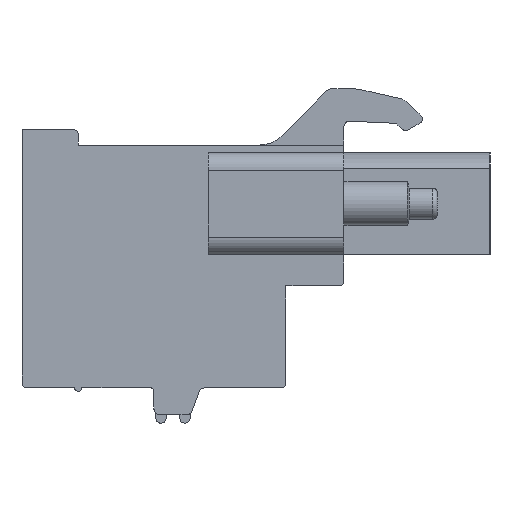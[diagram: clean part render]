
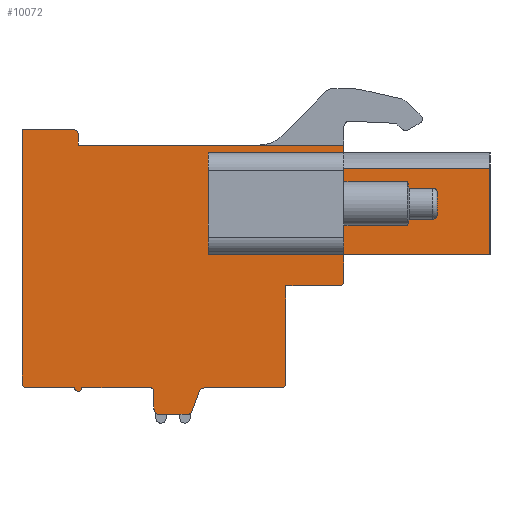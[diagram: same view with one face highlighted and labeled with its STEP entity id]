
A CAD part, left-side view. The second image highlights one B-rep face of the part: STEP entity #10072.
In plain terms, the highlighted planar face has unit normal (-1, 0, 0).
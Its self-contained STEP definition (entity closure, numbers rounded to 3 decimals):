
#1=DIRECTION('',(0.,-1.,0.));
#2=VECTOR('',#1,6.1);
#3=CARTESIAN_POINT('',(0.,2.04,0.73));
#4=LINE('',#3,#2);
#5=DIRECTION('',(0.,0.,1.));
#6=VECTOR('',#5,5.8);
#7=CARTESIAN_POINT('',(0.,-4.06,0.73));
#8=LINE('',#7,#6);
#9=DIRECTION('',(0.,1.,0.));
#10=VECTOR('',#9,6.1);
#11=CARTESIAN_POINT('',(0.,-4.06,6.53));
#12=LINE('',#11,#10);
#13=CARTESIAN_POINT('',(0.,-2.06,-6.54));
#14=DIRECTION('',(1.,0.,0.));
#15=DIRECTION('',(0.,-1.,0.));
#16=AXIS2_PLACEMENT_3D('',#13,#14,#15);
#18=DIRECTION('',(0.,1.,0.));
#19=VECTOR('',#18,4.34);
#20=CARTESIAN_POINT('',(0.,-2.06,-6.84));
#21=LINE('',#20,#19);
#22=CARTESIAN_POINT('',(0.,2.28,-7.14));
#23=DIRECTION('',(-1.,0.,0.));
#24=DIRECTION('',(0.,0.,1.));
#25=AXIS2_PLACEMENT_3D('',#22,#23,#24);
#27=DIRECTION('',(0.,0.345,-0.939));
#28=VECTOR('',#27,1.179);
#29=CARTESIAN_POINT('',(0.,2.562,-7.037));
#30=LINE('',#29,#28);
#31=CARTESIAN_POINT('',(0.,3.25,-8.04));
#32=DIRECTION('',(1.,0.,0.));
#33=DIRECTION('',(0.,-0.939,-0.345));
#34=AXIS2_PLACEMENT_3D('',#31,#32,#33);
#36=DIRECTION('',(0.,1.,0.));
#37=VECTOR('',#36,1.59);
#38=CARTESIAN_POINT('',(0.,3.25,-8.34));
#39=LINE('',#38,#37);
#40=CARTESIAN_POINT('',(0.,4.84,-8.04));
#41=DIRECTION('',(1.,0.,0.));
#42=DIRECTION('',(0.,0.,-1.));
#43=AXIS2_PLACEMENT_3D('',#40,#41,#42);
#45=DIRECTION('',(0.,0.,1.));
#46=VECTOR('',#45,1.);
#47=CARTESIAN_POINT('',(0.,5.14,-8.04));
#48=LINE('',#47,#46);
#49=CARTESIAN_POINT('',(0.,5.34,-7.04));
#50=DIRECTION('',(-1.,0.,0.));
#51=DIRECTION('',(0.,-1.,0.));
#52=AXIS2_PLACEMENT_3D('',#49,#50,#51);
#54=DIRECTION('',(0.,1.,0.));
#55=VECTOR('',#54,3.9);
#56=CARTESIAN_POINT('',(0.,5.34,-6.84));
#57=LINE('',#56,#55);
#58=CARTESIAN_POINT('',(0.,9.44,-6.84));
#59=DIRECTION('',(1.,0.,0.));
#60=DIRECTION('',(0.,-1.,0.));
#61=AXIS2_PLACEMENT_3D('',#58,#59,#60);
#63=DIRECTION('',(0.,1.,0.));
#64=VECTOR('',#63,2.7);
#65=CARTESIAN_POINT('',(0.,9.64,-6.84));
#66=LINE('',#65,#64);
#67=CARTESIAN_POINT('',(0.,12.34,-6.54));
#68=DIRECTION('',(1.,0.,0.));
#69=DIRECTION('',(0.,0.,-1.));
#70=AXIS2_PLACEMENT_3D('',#67,#68,#69);
#72=DIRECTION('',(0.,0.,1.));
#73=VECTOR('',#72,0.5);
#74=CARTESIAN_POINT('',(0.,12.64,-6.54));
#75=LINE('',#74,#73);
#76=DIRECTION('',(0.,0.,1.));
#77=VECTOR('',#76,13.9);
#78=CARTESIAN_POINT('',(0.,12.64,-6.04));
#79=LINE('',#78,#77);
#80=DIRECTION('',(0.,-1.,0.));
#81=VECTOR('',#80,2.9);
#82=CARTESIAN_POINT('',(0.,12.64,7.86));
#83=LINE('',#82,#81);
#84=CARTESIAN_POINT('',(0.,9.74,7.56));
#85=DIRECTION('',(1.,0.,0.));
#86=DIRECTION('',(0.,0.,1.));
#87=AXIS2_PLACEMENT_3D('',#84,#85,#86);
#89=DIRECTION('',(0.,0.,-1.));
#90=VECTOR('',#89,0.6);
#91=CARTESIAN_POINT('',(0.,9.44,7.56));
#92=LINE('',#91,#90);
#93=DIRECTION('',(0.,-1.,0.));
#94=VECTOR('',#93,15.1);
#95=CARTESIAN_POINT('',(0.,9.44,6.96));
#96=LINE('',#95,#94);
#97=DIRECTION('',(0.,0.,-1.));
#98=VECTOR('',#97,1.325);
#99=CARTESIAN_POINT('',(0.,-5.66,6.96));
#100=LINE('',#99,#98);
#101=DIRECTION('',(0.,1.,0.));
#102=VECTOR('',#101,8.3);
#103=CARTESIAN_POINT('',(0.,-13.96,5.635));
#104=LINE('',#103,#102);
#105=DIRECTION('',(0.,1.,0.));
#106=VECTOR('',#105,8.3);
#107=CARTESIAN_POINT('',(0.,-13.96,0.73));
#108=LINE('',#107,#106);
#109=DIRECTION('',(0.,0.,-1.));
#110=VECTOR('',#109,1.47);
#111=CARTESIAN_POINT('',(0.,-5.66,0.73));
#112=LINE('',#111,#110);
#113=CARTESIAN_POINT('',(0.,-5.36,-0.74));
#114=DIRECTION('',(-1.,0.,0.));
#115=DIRECTION('',(0.,0.,-1.));
#116=AXIS2_PLACEMENT_3D('',#113,#114,#115);
#331=DIRECTION('',(0.,0.,1.));
#332=VECTOR('',#331,5.8);
#333=CARTESIAN_POINT('',(0.,2.04,0.73));
#334=LINE('',#333,#332);
#668=DIRECTION('',(0.,-1.,0.));
#669=VECTOR('',#668,3.);
#670=CARTESIAN_POINT('',(0.,-2.36,-1.04));
#671=LINE('',#670,#669);
#1360=DIRECTION('',(0.,0.,1.));
#1361=VECTOR('',#1360,4.905);
#1362=CARTESIAN_POINT('',(0.,-13.96,0.73));
#1363=LINE('',#1362,#1361);
#2519=DIRECTION('',(0.,0.,1.));
#2520=VECTOR('',#2519,5.5);
#2521=CARTESIAN_POINT('',(0.,-2.36,-6.54));
#2522=LINE('',#2521,#2520);
#7629=CARTESIAN_POINT('',(0.,12.34,-6.84));
#7630=CARTESIAN_POINT('',(0.,12.64,-6.54));
#7631=VERTEX_POINT('',#7629);
#7632=VERTEX_POINT('',#7630);
#7633=CARTESIAN_POINT('',(0.,12.64,-6.04));
#7634=VERTEX_POINT('',#7633);
#7635=CARTESIAN_POINT('',(0.,12.64,7.86));
#7636=VERTEX_POINT('',#7635);
#7637=CARTESIAN_POINT('',(0.,9.74,7.86));
#7638=VERTEX_POINT('',#7637);
#7639=CARTESIAN_POINT('',(0.,9.44,7.56));
#7640=VERTEX_POINT('',#7639);
#7641=CARTESIAN_POINT('',(0.,9.44,6.96));
#7642=VERTEX_POINT('',#7641);
#7643=CARTESIAN_POINT('',(0.,-5.66,6.96));
#7644=VERTEX_POINT('',#7643);
#7645=CARTESIAN_POINT('',(0.,-2.36,-6.54));
#7646=CARTESIAN_POINT('',(0.,-2.06,-6.84));
#7647=VERTEX_POINT('',#7645);
#7648=VERTEX_POINT('',#7646);
#7649=CARTESIAN_POINT('',(0.,2.28,-6.84));
#7650=VERTEX_POINT('',#7649);
#7651=CARTESIAN_POINT('',(0.,2.562,-7.037));
#7652=VERTEX_POINT('',#7651);
#7653=CARTESIAN_POINT('',(0.,2.968,-8.143));
#7654=VERTEX_POINT('',#7653);
#7655=CARTESIAN_POINT('',(0.,3.25,-8.34));
#7656=VERTEX_POINT('',#7655);
#7657=CARTESIAN_POINT('',(0.,4.84,-8.34));
#7658=VERTEX_POINT('',#7657);
#7659=CARTESIAN_POINT('',(0.,5.14,-8.04));
#7660=VERTEX_POINT('',#7659);
#7661=CARTESIAN_POINT('',(0.,5.14,-7.04));
#7662=VERTEX_POINT('',#7661);
#7663=CARTESIAN_POINT('',(0.,5.34,-6.84));
#7664=VERTEX_POINT('',#7663);
#7665=CARTESIAN_POINT('',(0.,9.24,-6.84));
#7666=VERTEX_POINT('',#7665);
#7667=CARTESIAN_POINT('',(0.,9.64,-6.84));
#7668=VERTEX_POINT('',#7667);
#7733=CARTESIAN_POINT('',(0.,-13.96,0.73));
#7734=VERTEX_POINT('',#7733);
#7735=CARTESIAN_POINT('',(0.,-5.66,0.73));
#7736=VERTEX_POINT('',#7735);
#7961=CARTESIAN_POINT('',(0.,-13.96,5.635));
#7963=VERTEX_POINT('',#7961);
#9689=CARTESIAN_POINT('',(0.,2.04,0.73));
#9690=CARTESIAN_POINT('',(0.,2.04,6.53));
#9691=VERTEX_POINT('',#9689);
#9692=VERTEX_POINT('',#9690);
#9697=CARTESIAN_POINT('',(0.,-4.06,0.73));
#9699=VERTEX_POINT('',#9697);
#9701=CARTESIAN_POINT('',(0.,-4.06,6.53));
#9703=VERTEX_POINT('',#9701);
#9705=CARTESIAN_POINT('',(0.,-5.66,5.635));
#9706=VERTEX_POINT('',#9705);
#9853=CARTESIAN_POINT('',(0.,-5.36,-1.04));
#9854=CARTESIAN_POINT('',(0.,-5.66,-0.74));
#9855=VERTEX_POINT('',#9853);
#9856=VERTEX_POINT('',#9854);
#9857=CARTESIAN_POINT('',(0.,-2.36,-1.04));
#9858=VERTEX_POINT('',#9857);
#10001=CARTESIAN_POINT('',(0.,0.,0.));
#10002=DIRECTION('',(1.,0.,0.));
#10003=DIRECTION('',(0.,-1.,0.));
#10004=AXIS2_PLACEMENT_3D('',#10001,#10002,#10003);
#10005=PLANE('',#10004);
#10007=ORIENTED_EDGE('',*,*,#10006,.F.);
#10009=ORIENTED_EDGE('',*,*,#10008,.F.);
#10011=ORIENTED_EDGE('',*,*,#10010,.T.);
#10013=ORIENTED_EDGE('',*,*,#10012,.T.);
#10015=ORIENTED_EDGE('',*,*,#10014,.T.);
#10017=ORIENTED_EDGE('',*,*,#10016,.T.);
#10019=ORIENTED_EDGE('',*,*,#10018,.T.);
#10021=ORIENTED_EDGE('',*,*,#10020,.T.);
#10023=ORIENTED_EDGE('',*,*,#10022,.T.);
#10025=ORIENTED_EDGE('',*,*,#10024,.T.);
#10027=ORIENTED_EDGE('',*,*,#10026,.T.);
#10029=ORIENTED_EDGE('',*,*,#10028,.T.);
#10031=ORIENTED_EDGE('',*,*,#10030,.T.);
#10033=ORIENTED_EDGE('',*,*,#10032,.T.);
#10035=ORIENTED_EDGE('',*,*,#10034,.T.);
#10037=ORIENTED_EDGE('',*,*,#10036,.T.);
#10039=ORIENTED_EDGE('',*,*,#10038,.T.);
#10041=ORIENTED_EDGE('',*,*,#10040,.T.);
#10043=ORIENTED_EDGE('',*,*,#10042,.T.);
#10045=ORIENTED_EDGE('',*,*,#10044,.T.);
#10047=ORIENTED_EDGE('',*,*,#10046,.T.);
#10049=ORIENTED_EDGE('',*,*,#10048,.T.);
#10051=ORIENTED_EDGE('',*,*,#10050,.F.);
#10053=ORIENTED_EDGE('',*,*,#10052,.F.);
#10055=ORIENTED_EDGE('',*,*,#10054,.T.);
#10057=ORIENTED_EDGE('',*,*,#10056,.T.);
#10059=ORIENTED_EDGE('',*,*,#10058,.F.);
#10060=EDGE_LOOP('',(#10007,#10009,#10011,#10013,#10015,#10017,#10019,#10021,
#10023,#10025,#10027,#10029,#10031,#10033,#10035,#10037,#10039,#10041,#10043,
#10045,#10047,#10049,#10051,#10053,#10055,#10057,#10059));
#10061=FACE_OUTER_BOUND('',#10060,.F.);
#10063=ORIENTED_EDGE('',*,*,#10062,.T.);
#10065=ORIENTED_EDGE('',*,*,#10064,.T.);
#10067=ORIENTED_EDGE('',*,*,#10066,.T.);
#10069=ORIENTED_EDGE('',*,*,#10068,.F.);
#10070=EDGE_LOOP('',(#10063,#10065,#10067,#10069));
#10071=FACE_BOUND('',#10070,.F.);
#10072=ADVANCED_FACE('',(#10061,#10071),#10005,.F.);
#17=CIRCLE('',#16,0.3);
#26=CIRCLE('',#25,0.3);
#35=CIRCLE('',#34,0.3);
#44=CIRCLE('',#43,0.3);
#53=CIRCLE('',#52,0.2);
#62=CIRCLE('',#61,0.2);
#71=CIRCLE('',#70,0.3);
#88=CIRCLE('',#87,0.3);
#117=CIRCLE('',#116,0.3);
#10006=EDGE_CURVE('',#9858,#9855,#671,.T.);
#10008=EDGE_CURVE('',#7647,#9858,#2522,.T.);
#10010=EDGE_CURVE('',#7647,#7648,#17,.T.);
#10012=EDGE_CURVE('',#7648,#7650,#21,.T.);
#10014=EDGE_CURVE('',#7650,#7652,#26,.T.);
#10016=EDGE_CURVE('',#7652,#7654,#30,.T.);
#10018=EDGE_CURVE('',#7654,#7656,#35,.T.);
#10020=EDGE_CURVE('',#7656,#7658,#39,.T.);
#10022=EDGE_CURVE('',#7658,#7660,#44,.T.);
#10024=EDGE_CURVE('',#7660,#7662,#48,.T.);
#10026=EDGE_CURVE('',#7662,#7664,#53,.T.);
#10028=EDGE_CURVE('',#7664,#7666,#57,.T.);
#10030=EDGE_CURVE('',#7666,#7668,#62,.T.);
#10032=EDGE_CURVE('',#7668,#7631,#66,.T.);
#10034=EDGE_CURVE('',#7631,#7632,#71,.T.);
#10036=EDGE_CURVE('',#7632,#7634,#75,.T.);
#10038=EDGE_CURVE('',#7634,#7636,#79,.T.);
#10040=EDGE_CURVE('',#7636,#7638,#83,.T.);
#10042=EDGE_CURVE('',#7638,#7640,#88,.T.);
#10044=EDGE_CURVE('',#7640,#7642,#92,.T.);
#10046=EDGE_CURVE('',#7642,#7644,#96,.T.);
#10048=EDGE_CURVE('',#7644,#9706,#100,.T.);
#10050=EDGE_CURVE('',#7963,#9706,#104,.T.);
#10052=EDGE_CURVE('',#7734,#7963,#1363,.T.);
#10054=EDGE_CURVE('',#7734,#7736,#108,.T.);
#10056=EDGE_CURVE('',#7736,#9856,#112,.T.);
#10058=EDGE_CURVE('',#9855,#9856,#117,.T.);
#10062=EDGE_CURVE('',#9691,#9699,#4,.T.);
#10064=EDGE_CURVE('',#9699,#9703,#8,.T.);
#10066=EDGE_CURVE('',#9703,#9692,#12,.T.);
#10068=EDGE_CURVE('',#9691,#9692,#334,.T.);
